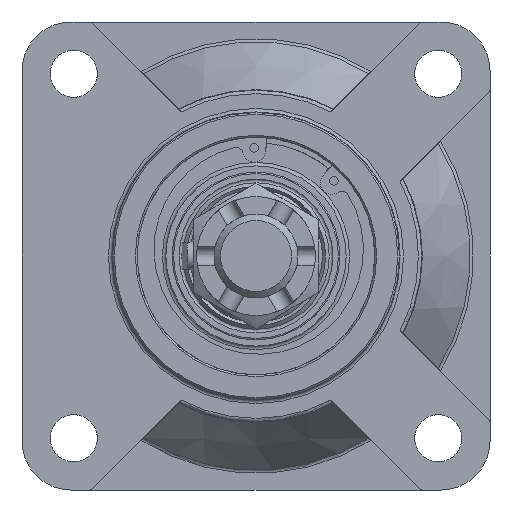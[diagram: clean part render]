
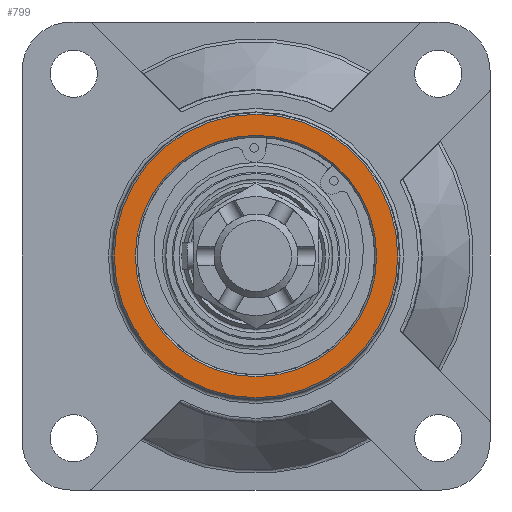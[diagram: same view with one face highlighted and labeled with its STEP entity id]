
A CAD part, left-side view. The second image highlights one B-rep face of the part: STEP entity #799.
In plain terms, the highlighted planar face has unit normal (-1, 0, 0).
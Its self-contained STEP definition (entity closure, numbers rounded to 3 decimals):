
#799 = ADVANCED_FACE( '', ( #1662, #1663 ), #1664, .F. );
#1662 = FACE_OUTER_BOUND( '', #2591, .T. );
#1663 = FACE_BOUND( '', #2592, .T. );
#1664 = PLANE( '', #2593 );
#2591 = EDGE_LOOP( '', ( #4272 ) );
#2592 = EDGE_LOOP( '', ( #4273 ) );
#2593 = AXIS2_PLACEMENT_3D( '', #4274, #4275, #4276 );
#4272 = ORIENTED_EDGE( '', *, *, #5134, .F. );
#4273 = ORIENTED_EDGE( '', *, *, #5629, .T. );
#4274 = CARTESIAN_POINT( '', ( -46., 0., 0. ) );
#4275 = DIRECTION( '', ( 1., 0., 0. ) );
#4276 = DIRECTION( '', ( 0., 0., -1. ) );
#5134 = EDGE_CURVE( '', #6040, #6040, #6041, .T. );
#5629 = EDGE_CURVE( '', #6786, #6786, #6787, .T. );
#6040 = VERTEX_POINT( '', #7346 );
#6041 = CIRCLE( '', #7347, 40.6 );
#6786 = VERTEX_POINT( '', #8834 );
#6787 = CIRCLE( '', #8835, 34.55 );
#7346 = CARTESIAN_POINT( '', ( -46., 0., -40.6 ) );
#7347 = AXIS2_PLACEMENT_3D( '', #9536, #9537, #9538 );
#8834 = CARTESIAN_POINT( '', ( -46., 0., -34.55 ) );
#8835 = AXIS2_PLACEMENT_3D( '', #10135, #10136, #10137 );
#9536 = CARTESIAN_POINT( '', ( -46., 0., 0. ) );
#9537 = DIRECTION( '', ( 1., 0., 0. ) );
#9538 = DIRECTION( '', ( 0., 0., -1. ) );
#10135 = CARTESIAN_POINT( '', ( -46., 0., 0. ) );
#10136 = DIRECTION( '', ( 1., 0., 0. ) );
#10137 = DIRECTION( '', ( 0., 0., -1. ) );
